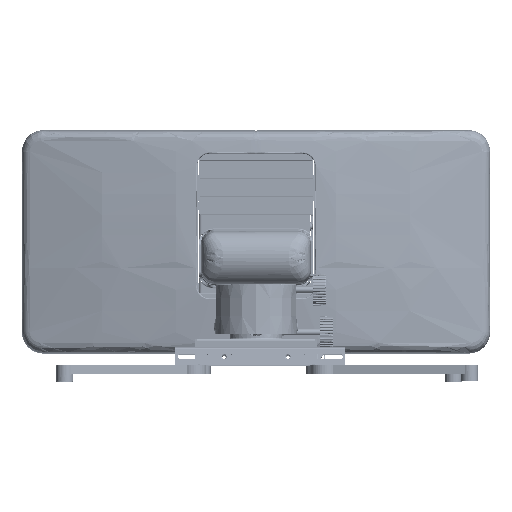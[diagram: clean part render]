
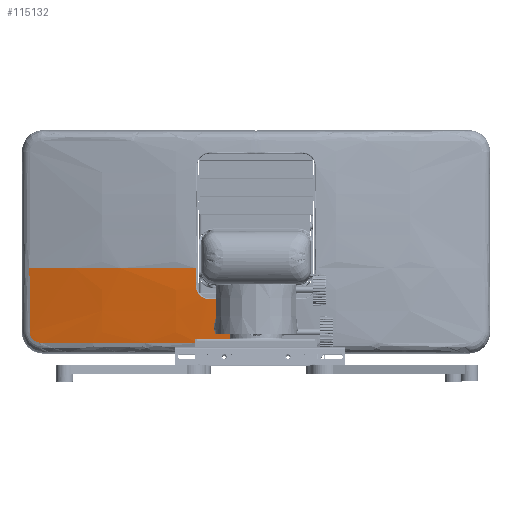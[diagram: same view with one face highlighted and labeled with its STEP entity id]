
A CAD part, top view. The second image highlights one B-rep face of the part: STEP entity #115132.
In plain terms, the highlighted free-form (B-spline) face has degree [3, 3] with [7, 4] control points.
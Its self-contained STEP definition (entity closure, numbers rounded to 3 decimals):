
#112335=CARTESIAN_POINT('',(-56.582,-24.987,
49.758));
#112336=CARTESIAN_POINT('',(-56.582,-25.661,
49.749));
#112337=CARTESIAN_POINT('',(-56.583,-31.012,
49.675));
#112338=CARTESIAN_POINT('',(-56.584,-36.365,
49.524));
#112339=CARTESIAN_POINT('',(-56.584,-41.041,
49.344));
#112341=CARTESIAN_POINT('',(-43.618,-54.052,
49.689));
#112342=CARTESIAN_POINT('',(-30.763,-54.059,
50.535));
#112343=CARTESIAN_POINT('',(-17.913,-54.054,
51.025));
#112344=CARTESIAN_POINT('',(-5.015,-54.061,
51.16));
#112346=CARTESIAN_POINT('',(-5.015,-54.061,
51.16));
#112347=CARTESIAN_POINT('',(-5.014,-57.743,
50.957));
#112348=CARTESIAN_POINT('',(-5.009,-68.114,
50.282));
#112349=CARTESIAN_POINT('',(-5.004,-81.858,
48.999));
#112350=CARTESIAN_POINT('',(-5.001,-91.906,
47.786));
#112351=CARTESIAN_POINT('',(-5.001,-95.305,
47.344));
#112353=CARTESIAN_POINT('',(-5.001,-95.305,
47.344));
#112354=CARTESIAN_POINT('',(-5.012,-95.305,
47.344));
#112355=CARTESIAN_POINT('',(-5.157,-95.305,
47.343));
#112356=CARTESIAN_POINT('',(-5.57,-95.302,
47.342));
#112357=CARTESIAN_POINT('',(-8.105,-95.292,
47.326));
#112358=CARTESIAN_POINT('',(-14.783,-95.261,
47.254));
#112359=CARTESIAN_POINT('',(-29.721,-95.2,
46.901));
#112360=CARTESIAN_POINT('',(-51.037,-95.12,
45.855));
#112361=CARTESIAN_POINT('',(-72.312,-95.052,
44.085));
#112362=CARTESIAN_POINT('',(-89.309,-95.004,
42.235));
#112363=CARTESIAN_POINT('',(-114.782,-94.941,
39.023));
#112364=CARTESIAN_POINT('',(-152.662,-94.872,
32.604));
#112365=CARTESIAN_POINT('',(-185.887,-94.851,
24.639));
#112366=CARTESIAN_POINT('',(-202.384,-94.851,
20.088));
#112368=CARTESIAN_POINT('',(-202.384,-94.851,
20.088));
#112369=CARTESIAN_POINT('',(-203.337,-94.842,
19.826));
#112370=CARTESIAN_POINT('',(-205.154,-94.602,
19.324));
#112371=CARTESIAN_POINT('',(-207.68,-93.543,
18.621));
#112372=CARTESIAN_POINT('',(-209.818,-91.891,
18.022));
#112373=CARTESIAN_POINT('',(-211.428,-89.794,
17.568));
#112374=CARTESIAN_POINT('',(-212.431,-87.349,
17.287));
#112375=CARTESIAN_POINT('',(-212.656,-85.701,
17.23));
#112376=CARTESIAN_POINT('',(-212.66,-84.855,
17.233));
#112378=CARTESIAN_POINT('',(-212.66,-84.855,
17.233));
#112379=CARTESIAN_POINT('',(-212.757,-70.723,
17.287));
#112380=CARTESIAN_POINT('',(-212.905,-50.757,
17.36));
#112381=CARTESIAN_POINT('',(-212.971,-30.779,
17.402));
#112382=CARTESIAN_POINT('',(-212.987,-24.949,
17.411));
#112384=CARTESIAN_POINT('',(-56.582,-24.987,
49.758));
#112385=CARTESIAN_POINT('',(-109.761,-24.974,
45.369));
#112386=CARTESIAN_POINT('',(-162.288,-24.961,
34.52));
#112387=CARTESIAN_POINT('',(-212.987,-24.949,
17.411));
#113693=CARTESIAN_POINT('',(-43.618,-54.052,
49.689));
#113694=CARTESIAN_POINT('',(-44.76,-54.052,
49.614));
#113695=CARTESIAN_POINT('',(-47.015,-53.749,
49.477));
#113696=CARTESIAN_POINT('',(-50.198,-52.415,
49.32));
#113697=CARTESIAN_POINT('',(-52.908,-50.32,
49.224));
#113698=CARTESIAN_POINT('',(-54.999,-47.566,
49.194));
#113699=CARTESIAN_POINT('',(-56.277,-44.452,
49.231));
#113700=CARTESIAN_POINT('',(-56.584,-42.196,
49.299));
#113701=CARTESIAN_POINT('',(-56.584,-41.041,
49.344));
#114343=CARTESIAN_POINT('',(-5.015,-54.061,
51.16));
#114344=VERTEX_POINT('',#114343);
#114345=VERTEX_POINT('',#112341);
#114346=VERTEX_POINT('',#112351);
#114348=VERTEX_POINT('',#112384);
#114349=VERTEX_POINT('',#112387);
#114350=VERTEX_POINT('',#112339);
#114351=VERTEX_POINT('',#112366);
#114352=VERTEX_POINT('',#112376);
#115087=CARTESIAN_POINT('',(-2.91,-24.295,
51.986));
#115088=CARTESIAN_POINT('',(-75.037,-24.278,
51.955));
#115089=CARTESIAN_POINT('',(-146.693,-24.262,
40.041));
#115090=CARTESIAN_POINT('',(-214.991,-24.245,
16.732));
#115091=CARTESIAN_POINT('',(-2.909,-31.22,
51.989));
#115092=CARTESIAN_POINT('',(-75.004,-31.197,
51.818));
#115093=CARTESIAN_POINT('',(-146.638,-31.174,
39.904));
#115094=CARTESIAN_POINT('',(-214.987,-31.152,
16.723));
#115095=CARTESIAN_POINT('',(-2.906,-44.837,
51.733));
#115096=CARTESIAN_POINT('',(-74.919,-44.801,
51.289));
#115097=CARTESIAN_POINT('',(-146.499,-44.766,
39.463));
#115098=CARTESIAN_POINT('',(-214.977,-44.73,
16.692));
#115099=CARTESIAN_POINT('',(-2.9,-65.119,
50.585));
#115100=CARTESIAN_POINT('',(-74.776,-65.072,
49.92));
#115101=CARTESIAN_POINT('',(-146.265,-65.025,
38.475));
#115102=CARTESIAN_POINT('',(-214.96,-64.978,
16.623));
#115103=CARTESIAN_POINT('',(-2.897,-82.095,
48.996));
#115104=CARTESIAN_POINT('',(-74.678,-82.053,
48.436));
#115105=CARTESIAN_POINT('',(-146.103,-82.012,
37.513));
#115106=CARTESIAN_POINT('',(-214.949,-81.971,
16.557));
#115107=CARTESIAN_POINT('',(-2.895,-92.373,
47.741));
#115108=CARTESIAN_POINT('',(-74.644,-92.347,
47.447));
#115109=CARTESIAN_POINT('',(-146.047,-92.32,
36.934));
#115110=CARTESIAN_POINT('',(-214.945,-92.293,
16.517));
#115111=CARTESIAN_POINT('',(-2.895,-96.005,
47.261));
#115112=CARTESIAN_POINT('',(-74.636,-95.985,
47.09));
#115113=CARTESIAN_POINT('',(-146.034,-95.965,
36.734));
#115114=CARTESIAN_POINT('',(-214.944,-95.945,
16.503));
#115115=B_SPLINE_SURFACE_WITH_KNOTS('',3,3,((#115087,#115088,#115089,#115090),(
#115091,#115092,#115093,#115094),(#115095,#115096,#115097,#115098),(#115099,
#115100,#115101,#115102),(#115103,#115104,#115105,#115106),(#115107,#115108,
#115109,#115110),(#115111,#115112,#115113,#115114)),.UNSPECIFIED.,.F.,.F.,.F.,
(4,1,1,1,4),(4,4),(0.615,0.714,0.809,
0.905,0.957),(0.013,0.976),
.UNSPECIFIED.);
#115117=ORIENTED_EDGE('',*,*,#115116,.F.);
#115119=ORIENTED_EDGE('',*,*,#115118,.T.);
#115121=ORIENTED_EDGE('',*,*,#115120,.F.);
#115122=ORIENTED_EDGE('',*,*,#115046,.T.);
#115123=ORIENTED_EDGE('',*,*,#115077,.T.);
#115125=ORIENTED_EDGE('',*,*,#115124,.T.);
#115127=ORIENTED_EDGE('',*,*,#115126,.T.);
#115129=ORIENTED_EDGE('',*,*,#115128,.T.);
#115130=EDGE_LOOP('',(#115117,#115119,#115121,#115122,#115123,#115125,#115127,
#115129));
#115131=FACE_OUTER_BOUND('',#115130,.F.);
#112340=B_SPLINE_CURVE_WITH_KNOTS('',3,(#112335,#112336,#112337,#112338,
#112339),.UNSPECIFIED.,.F.,.F.,(4,1,4),(0.,0.126,1.),
.UNSPECIFIED.);
#112345=B_SPLINE_CURVE_WITH_KNOTS('',3,(#112341,#112342,#112343,#112344),
.UNSPECIFIED.,.F.,.F.,(4,4),(0.,1.),.UNSPECIFIED.);
#112352=B_SPLINE_CURVE_WITH_KNOTS('',3,(#112346,#112347,#112348,#112349,#112350,
#112351),.UNSPECIFIED.,.F.,.F.,(4,1,1,4),(0.,0.267,
0.752,1.),.UNSPECIFIED.);
#112367=B_SPLINE_CURVE_WITH_KNOTS('',3,(#112353,#112354,#112355,#112356,#112357,
#112358,#112359,#112360,#112361,#112362,#112363,#112364,#112365,#112366),
.UNSPECIFIED.,.F.,.F.,(4,1,1,1,1,1,1,1,1,1,1,4),(0.,0.,
0.002,0.006,0.038,0.102,
0.231,0.359,0.423,0.487,
0.744,1.),.UNSPECIFIED.);
#112377=B_SPLINE_CURVE_WITH_KNOTS('',3,(#112368,#112369,#112370,#112371,#112372,
#112373,#112374,#112375,#112376),.UNSPECIFIED.,.F.,.F.,(4,1,1,1,1,1,4),(0.,
0.167,0.333,0.5,0.667,0.833,
1.),.UNSPECIFIED.);
#112383=B_SPLINE_CURVE_WITH_KNOTS('',3,(#112378,#112379,#112380,#112381,
#112382),.UNSPECIFIED.,.F.,.F.,(4,1,4),(0.,0.708,1.),
.UNSPECIFIED.);
#112388=B_SPLINE_CURVE_WITH_KNOTS('',3,(#112384,#112385,#112386,#112387),
.UNSPECIFIED.,.F.,.F.,(4,4),(0.,1.),.UNSPECIFIED.);
#113702=B_SPLINE_CURVE_WITH_KNOTS('',3,(#113693,#113694,#113695,#113696,#113697,
#113698,#113699,#113700,#113701),.UNSPECIFIED.,.F.,.F.,(4,1,1,1,1,1,4),(0.,
0.167,0.333,0.5,0.667,0.833,
1.),.UNSPECIFIED.);
#115046=EDGE_CURVE('',#114345,#114344,#112345,.T.);
#115077=EDGE_CURVE('',#114344,#114346,#112352,.T.);
#115116=EDGE_CURVE('',#114348,#114349,#112388,.T.);
#115118=EDGE_CURVE('',#114348,#114350,#112340,.T.);
#115120=EDGE_CURVE('',#114345,#114350,#113702,.T.);
#115124=EDGE_CURVE('',#114346,#114351,#112367,.T.);
#115126=EDGE_CURVE('',#114351,#114352,#112377,.T.);
#115128=EDGE_CURVE('',#114352,#114349,#112383,.T.);
#115132=ADVANCED_FACE('',(#115131),#115115,.F.);
